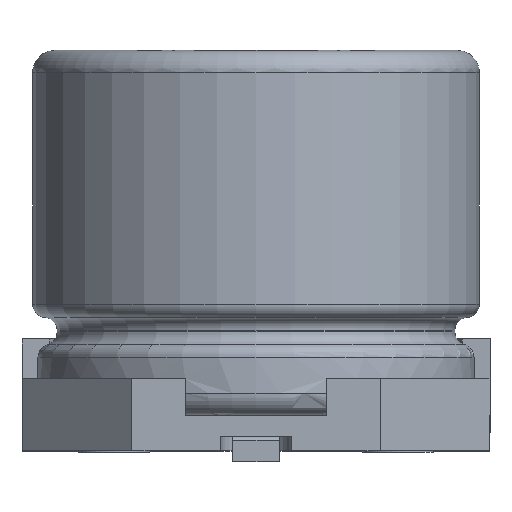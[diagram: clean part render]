
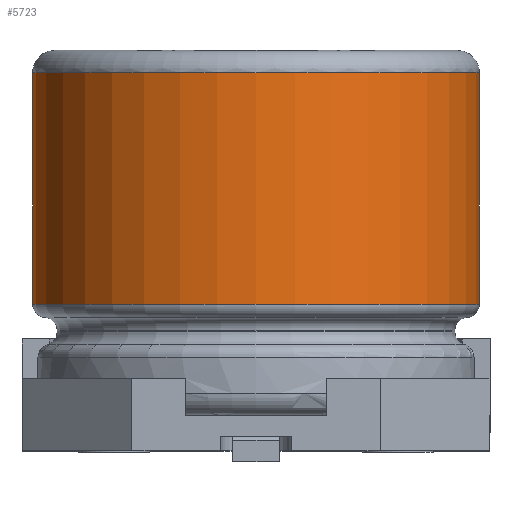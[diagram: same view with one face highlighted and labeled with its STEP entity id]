
A CAD part, left-side view. The second image highlights one B-rep face of the part: STEP entity #5723.
In plain terms, the highlighted cylindrical face has radius 3.15 mm (diameter 6.3 mm), a full revolution.
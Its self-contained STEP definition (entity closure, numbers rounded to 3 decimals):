
#218=CYLINDRICAL_SURFACE('',#6061,3.15);
#339=CIRCLE('',#6060,3.15);
#340=CIRCLE('',#6062,3.15);
#1507=ORIENTED_EDGE('',*,*,#2137,.T.);
#1508=ORIENTED_EDGE('',*,*,#2136,.T.);
#2136=EDGE_CURVE('',#2550,#2550,#339,.T.);
#2137=EDGE_CURVE('',#2551,#2551,#340,.T.);
#2550=VERTEX_POINT('',#8897);
#2551=VERTEX_POINT('',#8900);
#3493=EDGE_LOOP('',(#1507));
#3494=EDGE_LOOP('',(#1508));
#3766=FACE_BOUND('',#3493,.T.);
#3767=FACE_BOUND('',#3494,.T.);
#5723=ADVANCED_FACE('',(#3766,#3767),#218,.T.);
#6060=AXIS2_PLACEMENT_3D('',#8896,#7067,#7068);
#6061=AXIS2_PLACEMENT_3D('',#8898,#7069,#7070);
#6062=AXIS2_PLACEMENT_3D('',#8899,#7071,#7072);
#7067=DIRECTION('',(0.,0.,-1.));
#7068=DIRECTION('',(0.,1.,0.));
#7069=DIRECTION('',(0.,0.,1.));
#7070=DIRECTION('',(0.,-1.,0.));
#7071=DIRECTION('',(0.,0.,1.));
#7072=DIRECTION('',(0.,-1.,0.));
#8896=CARTESIAN_POINT('',(0.,0.,5.335));
#8897=CARTESIAN_POINT('',(0.,3.15,5.335));
#8898=CARTESIAN_POINT('',(0.,0.,10.4));
#8899=CARTESIAN_POINT('',(0.,0.,2.07));
#8900=CARTESIAN_POINT('',(0.,-3.15,2.07));
